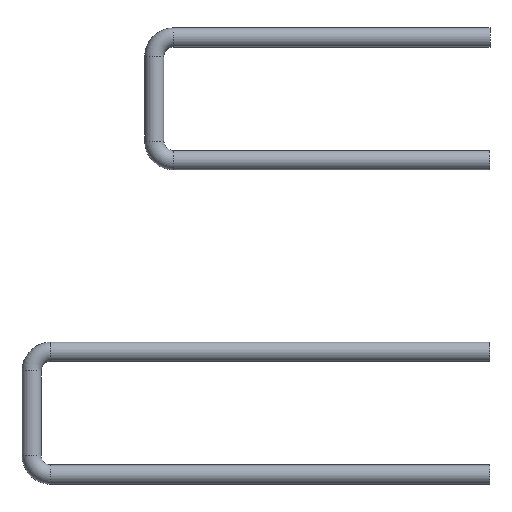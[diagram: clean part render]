
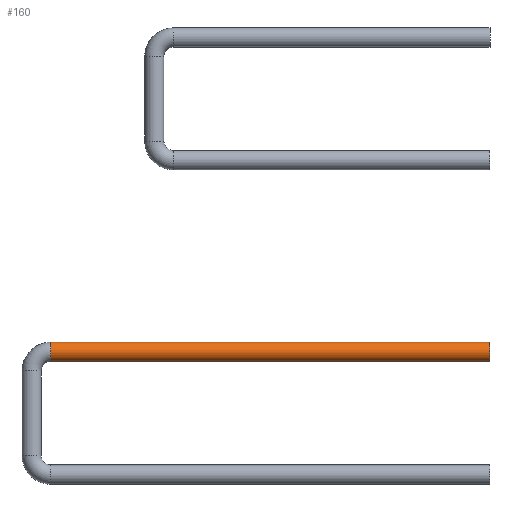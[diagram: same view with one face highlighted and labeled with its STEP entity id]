
A CAD part, top view. The second image highlights one B-rep face of the part: STEP entity #160.
In plain terms, the highlighted cylindrical face has radius 2.5 mm (diameter 5 mm), a full revolution.
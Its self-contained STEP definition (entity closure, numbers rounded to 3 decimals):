
#44=FACE_BOUND('',#80,.T.);
#56=FACE_OUTER_BOUND('',#79,.T.);
#79=EDGE_LOOP('',(#139));
#80=EDGE_LOOP('',(#140));
#93=CIRCLE('',#188,2.5);
#94=CIRCLE('',#190,2.5);
#105=VERTEX_POINT('',#291);
#106=VERTEX_POINT('',#294);
#117=EDGE_CURVE('',#105,#105,#93,.T.);
#118=EDGE_CURVE('',#106,#106,#94,.T.);
#139=ORIENTED_EDGE('',*,*,#117,.F.);
#140=ORIENTED_EDGE('',*,*,#118,.T.);
#148=CYLINDRICAL_SURFACE('',#189,2.5);
#160=ADVANCED_FACE('',(#56,#44),#148,.T.);
#188=AXIS2_PLACEMENT_3D('',#292,#242,#243);
#189=AXIS2_PLACEMENT_3D('',#293,#244,#245);
#190=AXIS2_PLACEMENT_3D('',#295,#246,#247);
#242=DIRECTION('center_axis',(-1.,0.,0.));
#243=DIRECTION('ref_axis',(0.,-1.,0.));
#244=DIRECTION('center_axis',(-1.,0.,0.));
#245=DIRECTION('ref_axis',(0.,-1.,0.));
#246=DIRECTION('center_axis',(-1.,0.,0.));
#247=DIRECTION('ref_axis',(0.,-1.,0.));
#291=CARTESIAN_POINT('',(-54.75,18.5,0.));
#292=CARTESIAN_POINT('Origin',(-54.75,16.,0.));
#293=CARTESIAN_POINT('Origin',(59.75,16.,0.));
#294=CARTESIAN_POINT('',(59.75,18.5,0.));
#295=CARTESIAN_POINT('Origin',(59.75,16.,0.));
